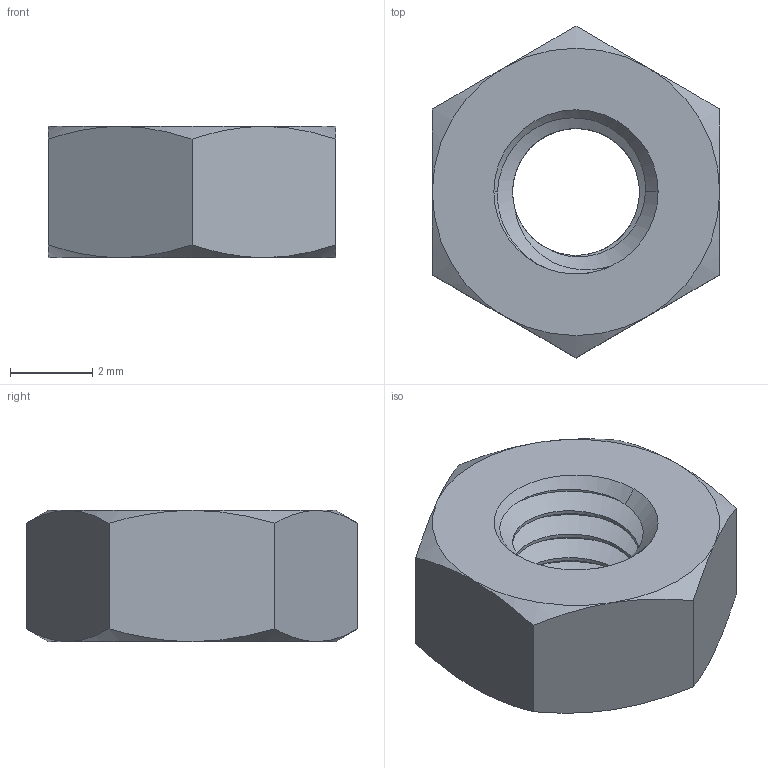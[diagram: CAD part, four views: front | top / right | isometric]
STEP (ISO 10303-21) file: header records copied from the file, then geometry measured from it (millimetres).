
FILE_DESCRIPTION (( 'STEP AP203' ), '1' );
FILE_NAME ('Metric Hex Nuts M4 x 0.7mm Thread.STEP', '2017-03-06T13:40:24', ( 'itdept' ), ( '' ), 'SwSTEP 2.0', 'SolidWorks 2016', '' );
FILE_SCHEMA (( 'CONFIG_CONTROL_DESIGN' ));
Length unit declared in the file: millimetre
Products named in the file (1): Metric Hex Nuts M4 x 0.7mm Thread
Bounding box: 7 x 8.08 x 3.2 mm (x, y, z)
Volume: 102.3 mm3; surface area: 194.8 mm2
Topology: 1 solids, 1 shells, 39 faces, 95 edges, 58 vertices
Faces by surface type: cone 18, cylinder 10, plane 8, bspline 3
Entity records: 2025 total; most frequent: CARTESIAN_POINT 1162, ORIENTED_EDGE 190, DIRECTION 133, EDGE_CURVE 95, VERTEX_POINT 58, AXIS2_PLACEMENT_3D 57, EDGE_LOOP 41, ADVANCED_FACE 39
